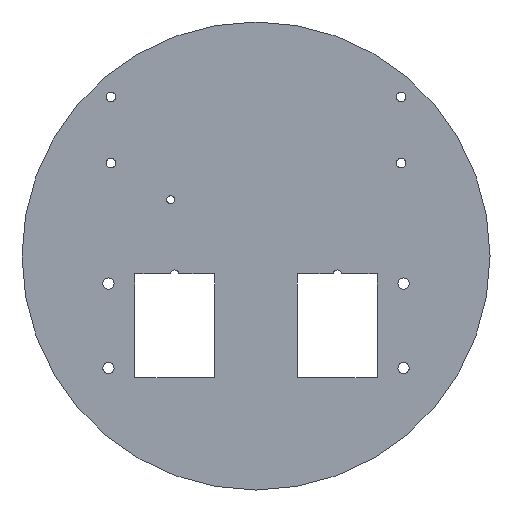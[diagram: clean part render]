
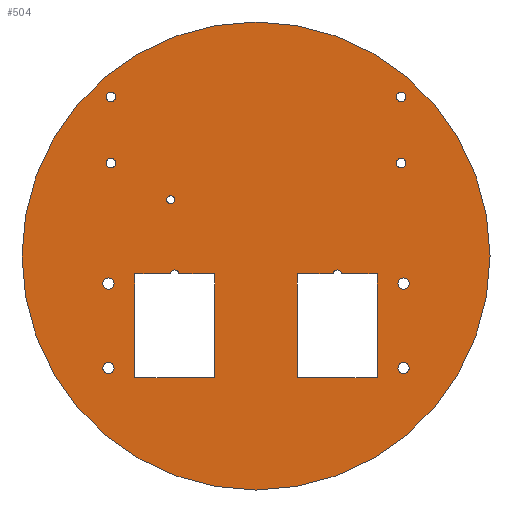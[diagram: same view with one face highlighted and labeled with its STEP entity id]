
A CAD part, front view. The second image highlights one B-rep face of the part: STEP entity #504.
In plain terms, the highlighted planar face has unit normal (0, -1, 0).
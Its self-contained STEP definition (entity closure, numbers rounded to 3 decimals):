
#26=FACE_BOUND('',#108,.T.);
#27=FACE_BOUND('',#109,.T.);
#28=FACE_BOUND('',#110,.T.);
#29=FACE_BOUND('',#111,.T.);
#30=FACE_BOUND('',#112,.T.);
#31=FACE_BOUND('',#113,.T.);
#32=FACE_BOUND('',#114,.T.);
#33=FACE_BOUND('',#115,.T.);
#34=FACE_BOUND('',#116,.T.);
#35=FACE_BOUND('',#117,.T.);
#36=FACE_BOUND('',#118,.T.);
#48=PLANE('',#566);
#72=FACE_OUTER_BOUND('',#107,.T.);
#107=EDGE_LOOP('',(#447));
#108=EDGE_LOOP('',(#448,#449,#450,#451,#452,#453));
#109=EDGE_LOOP('',(#454,#455,#456,#457,#458,#459));
#110=EDGE_LOOP('',(#460));
#111=EDGE_LOOP('',(#461));
#112=EDGE_LOOP('',(#462));
#113=EDGE_LOOP('',(#463));
#114=EDGE_LOOP('',(#464));
#115=EDGE_LOOP('',(#465));
#116=EDGE_LOOP('',(#466));
#117=EDGE_LOOP('',(#467));
#118=EDGE_LOOP('',(#468));
#130=LINE('',#769,#172);
#133=LINE('',#775,#175);
#136=LINE('',#781,#178);
#139=LINE('',#787,#181);
#142=LINE('',#793,#184);
#146=LINE('',#805,#188);
#150=LINE('',#817,#192);
#153=LINE('',#823,#195);
#156=LINE('',#829,#198);
#159=LINE('',#833,#201);
#172=VECTOR('',#636,10.);
#175=VECTOR('',#641,10.);
#178=VECTOR('',#646,10.);
#181=VECTOR('',#651,10.);
#184=VECTOR('',#656,10.);
#188=VECTOR('',#668,10.);
#192=VECTOR('',#680,10.);
#195=VECTOR('',#685,10.);
#198=VECTOR('',#690,10.);
#201=VECTOR('',#695,10.);
#203=CIRCLE('',#520,3.);
#205=CIRCLE('',#523,3.);
#207=CIRCLE('',#526,3.5);
#209=CIRCLE('',#529,3.5);
#211=CIRCLE('',#532,3.5);
#213=CIRCLE('',#535,3.);
#215=CIRCLE('',#538,3.5);
#217=CIRCLE('',#541,2.5);
#219=CIRCLE('',#544,3.);
#222=CIRCLE('',#553,2.5);
#224=CIRCLE('',#557,2.5);
#225=CIRCLE('',#563,146.725);
#227=VERTEX_POINT('',#709);
#229=VERTEX_POINT('',#715);
#231=VERTEX_POINT('',#721);
#233=VERTEX_POINT('',#727);
#235=VERTEX_POINT('',#733);
#237=VERTEX_POINT('',#739);
#239=VERTEX_POINT('',#745);
#241=VERTEX_POINT('',#751);
#243=VERTEX_POINT('',#757);
#247=VERTEX_POINT('',#766);
#248=VERTEX_POINT('',#768);
#250=VERTEX_POINT('',#774);
#252=VERTEX_POINT('',#780);
#254=VERTEX_POINT('',#786);
#256=VERTEX_POINT('',#792);
#259=VERTEX_POINT('',#802);
#260=VERTEX_POINT('',#804);
#262=VERTEX_POINT('',#810);
#264=VERTEX_POINT('',#816);
#266=VERTEX_POINT('',#822);
#268=VERTEX_POINT('',#828);
#269=VERTEX_POINT('',#835);
#271=EDGE_CURVE('',#227,#227,#203,.T.);
#274=EDGE_CURVE('',#229,#229,#205,.T.);
#277=EDGE_CURVE('',#231,#231,#207,.T.);
#280=EDGE_CURVE('',#233,#233,#209,.T.);
#283=EDGE_CURVE('',#235,#235,#211,.T.);
#286=EDGE_CURVE('',#237,#237,#213,.T.);
#289=EDGE_CURVE('',#239,#239,#215,.T.);
#292=EDGE_CURVE('',#241,#241,#217,.T.);
#295=EDGE_CURVE('',#243,#243,#219,.T.);
#300=EDGE_CURVE('',#248,#247,#130,.T.);
#303=EDGE_CURVE('',#250,#248,#133,.T.);
#306=EDGE_CURVE('',#252,#250,#136,.T.);
#309=EDGE_CURVE('',#254,#252,#139,.T.);
#312=EDGE_CURVE('',#256,#254,#142,.T.);
#315=EDGE_CURVE('',#247,#256,#222,.T.);
#318=EDGE_CURVE('',#260,#259,#146,.T.);
#321=EDGE_CURVE('',#262,#260,#224,.T.);
#324=EDGE_CURVE('',#264,#262,#150,.T.);
#327=EDGE_CURVE('',#266,#264,#153,.T.);
#330=EDGE_CURVE('',#268,#266,#156,.T.);
#333=EDGE_CURVE('',#259,#268,#159,.T.);
#334=EDGE_CURVE('',#269,#269,#225,.T.);
#447=ORIENTED_EDGE('',*,*,#334,.T.);
#448=ORIENTED_EDGE('',*,*,#333,.T.);
#449=ORIENTED_EDGE('',*,*,#330,.T.);
#450=ORIENTED_EDGE('',*,*,#327,.T.);
#451=ORIENTED_EDGE('',*,*,#324,.T.);
#452=ORIENTED_EDGE('',*,*,#321,.T.);
#453=ORIENTED_EDGE('',*,*,#318,.T.);
#454=ORIENTED_EDGE('',*,*,#315,.T.);
#455=ORIENTED_EDGE('',*,*,#312,.T.);
#456=ORIENTED_EDGE('',*,*,#309,.T.);
#457=ORIENTED_EDGE('',*,*,#306,.T.);
#458=ORIENTED_EDGE('',*,*,#303,.T.);
#459=ORIENTED_EDGE('',*,*,#300,.T.);
#460=ORIENTED_EDGE('',*,*,#295,.T.);
#461=ORIENTED_EDGE('',*,*,#292,.T.);
#462=ORIENTED_EDGE('',*,*,#289,.T.);
#463=ORIENTED_EDGE('',*,*,#286,.T.);
#464=ORIENTED_EDGE('',*,*,#283,.T.);
#465=ORIENTED_EDGE('',*,*,#280,.T.);
#466=ORIENTED_EDGE('',*,*,#277,.T.);
#467=ORIENTED_EDGE('',*,*,#274,.T.);
#468=ORIENTED_EDGE('',*,*,#271,.T.);
#504=ADVANCED_FACE('',(#72,#26,#27,#28,#29,#30,#31,#32,#33,#34,#35,#36),
#48,.F.);
#520=AXIS2_PLACEMENT_3D('',#710,#571,#572);
#523=AXIS2_PLACEMENT_3D('',#716,#578,#579);
#526=AXIS2_PLACEMENT_3D('',#722,#585,#586);
#529=AXIS2_PLACEMENT_3D('',#728,#592,#593);
#532=AXIS2_PLACEMENT_3D('',#734,#599,#600);
#535=AXIS2_PLACEMENT_3D('',#740,#606,#607);
#538=AXIS2_PLACEMENT_3D('',#746,#613,#614);
#541=AXIS2_PLACEMENT_3D('',#752,#620,#621);
#544=AXIS2_PLACEMENT_3D('',#758,#627,#628);
#553=AXIS2_PLACEMENT_3D('',#797,#662,#663);
#557=AXIS2_PLACEMENT_3D('',#811,#674,#675);
#563=AXIS2_PLACEMENT_3D('',#836,#698,#699);
#566=AXIS2_PLACEMENT_3D('',#841,#705,#706);
#571=DIRECTION('center_axis',(0.,1.,0.));
#572=DIRECTION('ref_axis',(1.,0.,0.));
#578=DIRECTION('center_axis',(0.,1.,0.));
#579=DIRECTION('ref_axis',(1.,0.,0.));
#585=DIRECTION('center_axis',(0.,1.,0.));
#586=DIRECTION('ref_axis',(1.,0.,0.));
#592=DIRECTION('center_axis',(0.,1.,0.));
#593=DIRECTION('ref_axis',(1.,0.,0.));
#599=DIRECTION('center_axis',(0.,1.,0.));
#600=DIRECTION('ref_axis',(1.,0.,0.));
#606=DIRECTION('center_axis',(0.,1.,0.));
#607=DIRECTION('ref_axis',(1.,0.,0.));
#613=DIRECTION('center_axis',(0.,1.,0.));
#614=DIRECTION('ref_axis',(1.,0.,0.));
#620=DIRECTION('center_axis',(0.,1.,0.));
#621=DIRECTION('ref_axis',(1.,0.,0.));
#627=DIRECTION('center_axis',(0.,1.,0.));
#628=DIRECTION('ref_axis',(1.,0.,0.));
#636=DIRECTION('',(1.,0.,0.));
#641=DIRECTION('',(0.,0.,1.));
#646=DIRECTION('',(-1.,0.,0.));
#651=DIRECTION('',(0.,0.,-1.));
#656=DIRECTION('',(1.,0.,0.));
#662=DIRECTION('center_axis',(0.,1.,0.));
#663=DIRECTION('ref_axis',(-1.,0.,0.));
#668=DIRECTION('',(1.,0.,0.));
#674=DIRECTION('center_axis',(0.,1.,0.));
#675=DIRECTION('ref_axis',(-1.,0.,0.));
#680=DIRECTION('',(1.,0.,0.));
#685=DIRECTION('',(0.,0.,1.));
#690=DIRECTION('',(-1.,0.,0.));
#695=DIRECTION('',(0.,0.,-1.));
#698=DIRECTION('center_axis',(0.,-1.,0.));
#699=DIRECTION('ref_axis',(1.,0.,0.));
#705=DIRECTION('center_axis',(0.,1.,0.));
#706=DIRECTION('ref_axis',(1.,0.,0.));
#709=CARTESIAN_POINT('',(88.,-12.5,58.25));
#710=CARTESIAN_POINT('Origin',(91.,-12.5,58.25));
#715=CARTESIAN_POINT('',(-94.,-12.5,58.25));
#716=CARTESIAN_POINT('Origin',(-91.,-12.5,58.25));
#721=CARTESIAN_POINT('',(-96.,-12.5,-17.25));
#722=CARTESIAN_POINT('Origin',(-92.5,-12.5,-17.25));
#727=CARTESIAN_POINT('',(-96.,-12.5,-70.25));
#728=CARTESIAN_POINT('Origin',(-92.5,-12.5,-70.25));
#733=CARTESIAN_POINT('',(89.,-12.5,-17.25));
#734=CARTESIAN_POINT('Origin',(92.5,-12.5,-17.25));
#739=CARTESIAN_POINT('',(88.,-12.5,99.75));
#740=CARTESIAN_POINT('Origin',(91.,-12.5,99.75));
#745=CARTESIAN_POINT('',(89.,-12.5,-70.25));
#746=CARTESIAN_POINT('Origin',(92.5,-12.5,-70.25));
#751=CARTESIAN_POINT('',(-56.,-12.5,35.25));
#752=CARTESIAN_POINT('Origin',(-53.5,-12.5,35.25));
#757=CARTESIAN_POINT('',(-94.,-12.5,99.75));
#758=CARTESIAN_POINT('Origin',(-91.,-12.5,99.75));
#766=CARTESIAN_POINT('',(48.5,-12.5,-11.25));
#768=CARTESIAN_POINT('',(26.,-12.5,-11.25));
#769=CARTESIAN_POINT('',(26.,-12.5,-11.25));
#774=CARTESIAN_POINT('',(26.,-12.5,-76.25));
#775=CARTESIAN_POINT('',(26.,-12.5,-76.25));
#780=CARTESIAN_POINT('',(76.,-12.5,-76.25));
#781=CARTESIAN_POINT('',(76.,-12.5,-76.25));
#786=CARTESIAN_POINT('',(76.,-12.5,-11.25));
#787=CARTESIAN_POINT('',(76.,-12.5,-11.25));
#792=CARTESIAN_POINT('',(53.5,-12.5,-11.25));
#793=CARTESIAN_POINT('',(53.5,-12.5,-11.25));
#797=CARTESIAN_POINT('Origin',(51.,-12.5,-11.25));
#802=CARTESIAN_POINT('',(-26.,-12.5,-11.25));
#804=CARTESIAN_POINT('',(-48.5,-12.5,-11.25));
#805=CARTESIAN_POINT('',(-48.5,-12.5,-11.25));
#810=CARTESIAN_POINT('',(-53.5,-12.5,-11.25));
#811=CARTESIAN_POINT('Origin',(-51.,-12.5,-11.25));
#816=CARTESIAN_POINT('',(-76.,-12.5,-11.25));
#817=CARTESIAN_POINT('',(-76.,-12.5,-11.25));
#822=CARTESIAN_POINT('',(-76.,-12.5,-76.25));
#823=CARTESIAN_POINT('',(-76.,-12.5,-76.25));
#828=CARTESIAN_POINT('',(-26.,-12.5,-76.25));
#829=CARTESIAN_POINT('',(-26.,-12.5,-76.25));
#833=CARTESIAN_POINT('',(-26.,-12.5,-11.25));
#835=CARTESIAN_POINT('',(-146.725,-12.5,0.));
#836=CARTESIAN_POINT('Origin',(0.,-12.5,0.));
#841=CARTESIAN_POINT('Origin',(0.,-12.5,0.));
